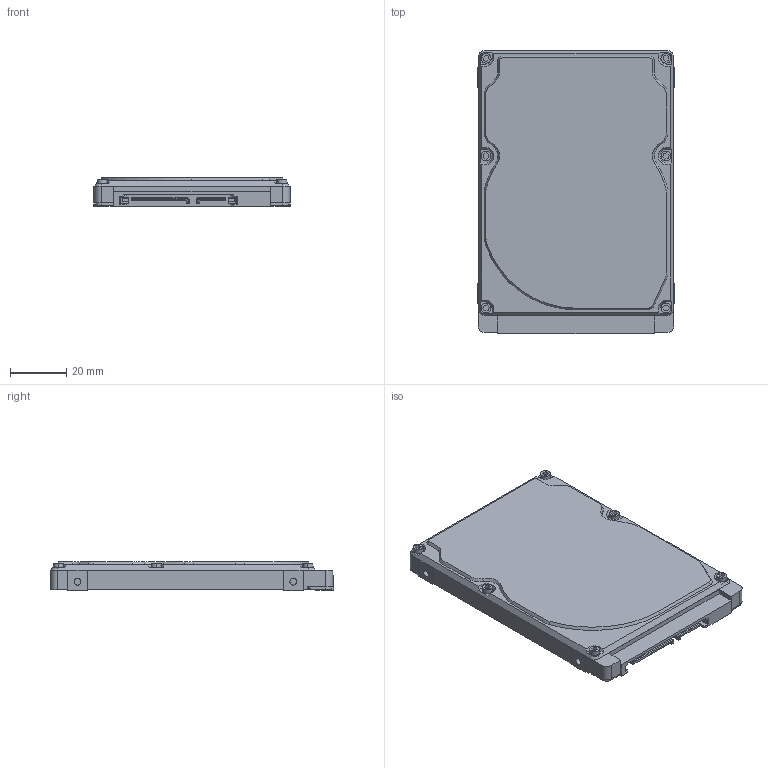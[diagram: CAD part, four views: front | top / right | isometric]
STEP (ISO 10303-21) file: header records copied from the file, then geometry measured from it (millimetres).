
FILE_DESCRIPTION(/* description */ (''),/* implementation_level */ '2;1');
FILE_NAME(/* name */ '2.5 Inchi HDD SATA',/* time_stamp */ '2025-01-03T20:15:55+07:00',/* author */ (''),/* organization */ (''),/* preprocessor_version */ 'ST-DEVELOPER v19.2',/* originating_system */ 'Rhino 8.14',/* authorisation */ '');
FILE_SCHEMA (('AUTOMOTIVE_DESIGN'));
Length unit declared in the file: millimetre
Products named in the file (1): Document
Bounding box: 69.85 x 100.5 x 10 mm (x, y, z)
Surface area: 18318.3 mm2 (no closed solid volume)
Topology: 0 solids, 577 shells, 601 faces, 3096 edges, 3048 vertices
Faces by surface type: plane 485, cylinder 86, bspline 30
Entity records: 38309 total; most frequent: CARTESIAN_POINT 10743, ORIENTED_EDGE 3144, EDGE_CURVE 3096, VERTEX_POINT 3048, B_SPLINE_CURVE_WITH_KNOTS 2694, DIRECTION 1309, COLOUR_RGB 1057, FILL_AREA_STYLE_COLOUR 1057
